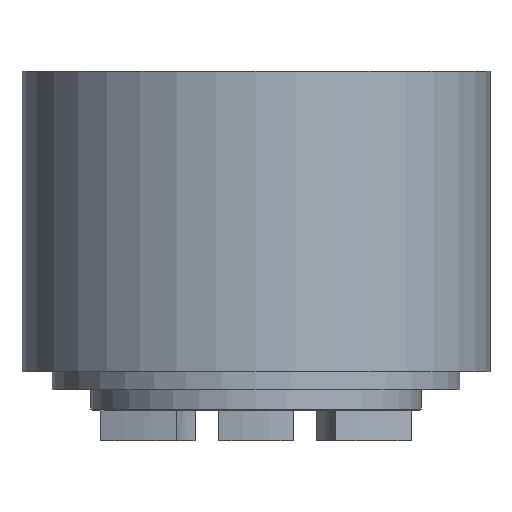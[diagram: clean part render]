
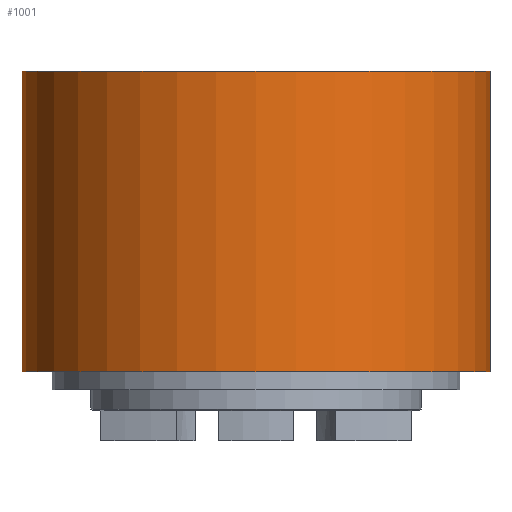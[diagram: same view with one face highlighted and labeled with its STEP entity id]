
A CAD part, left-side view. The second image highlights one B-rep face of the part: STEP entity #1001.
In plain terms, the highlighted cylindrical face has radius 15.5 mm (diameter 31 mm), a partial arc.
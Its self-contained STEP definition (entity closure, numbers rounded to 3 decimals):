
#71=LINE('',#1528,#103);
#72=LINE('',#1532,#104);
#103=VECTOR('',#1315,1000.);
#104=VECTOR('',#1320,1000.);
#246=ORIENTED_EDGE('',*,*,#368,.T.);
#247=ORIENTED_EDGE('',*,*,#336,.F.);
#248=ORIENTED_EDGE('',*,*,#366,.F.);
#249=ORIENTED_EDGE('',*,*,#369,.F.);
#336=EDGE_CURVE('',#413,#414,#472,.T.);
#366=EDGE_CURVE('',#437,#413,#71,.T.);
#368=EDGE_CURVE('',#438,#414,#72,.T.);
#369=EDGE_CURVE('',#438,#437,#493,.T.);
#413=VERTEX_POINT('',#1452);
#414=VERTEX_POINT('',#1454);
#437=VERTEX_POINT('',#1529);
#438=VERTEX_POINT('',#1533);
#472=CIRCLE('',#1063,15.5);
#493=CIRCLE('',#1103,15.5);
#547=EDGE_LOOP('',(#246,#247,#248,#249));
#610=FACE_BOUND('',#547,.T.);
#642=CYLINDRICAL_SURFACE('',#1102,15.5);
#1001=ADVANCED_FACE('',(#610),#642,.T.);
#1063=AXIS2_PLACEMENT_3D('',#1453,#1230,#1231);
#1102=AXIS2_PLACEMENT_3D('',#1531,#1318,#1319);
#1103=AXIS2_PLACEMENT_3D('',#1534,#1321,#1322);
#1230=DIRECTION('',(0.,0.,1.));
#1231=DIRECTION('',(1.,0.,0.));
#1315=DIRECTION('',(0.,0.,1.));
#1318=DIRECTION('',(0.,0.,-1.));
#1319=DIRECTION('',(1.,0.,0.));
#1320=DIRECTION('',(0.,0.,1.));
#1321=DIRECTION('',(0.,0.,-1.));
#1322=DIRECTION('',(-1.,0.,0.));
#1452=CARTESIAN_POINT('',(11.65,10.223,22.5));
#1453=CARTESIAN_POINT('',(0.,0.,22.5));
#1454=CARTESIAN_POINT('',(11.65,-10.223,22.5));
#1528=CARTESIAN_POINT('',(11.65,10.223,-61.904));
#1529=CARTESIAN_POINT('',(11.65,10.223,2.6));
#1531=CARTESIAN_POINT('',(0.,0.,-61.904));
#1532=CARTESIAN_POINT('',(11.65,-10.223,-61.904));
#1533=CARTESIAN_POINT('',(11.65,-10.223,2.6));
#1534=CARTESIAN_POINT('',(0.,0.,2.6));
